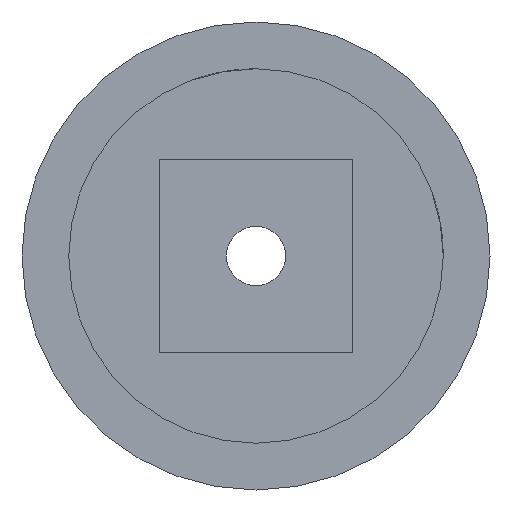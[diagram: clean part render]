
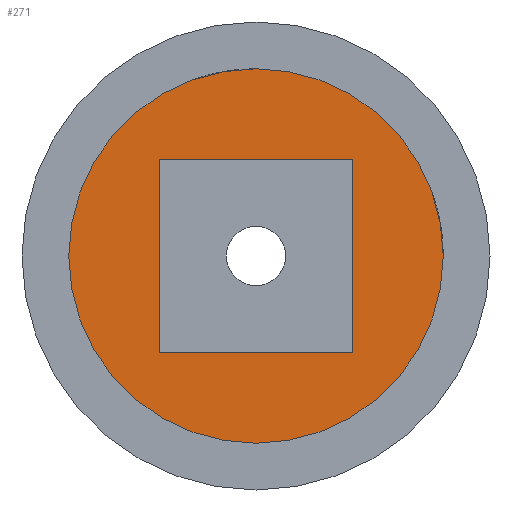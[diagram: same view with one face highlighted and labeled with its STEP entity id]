
A CAD part, front view. The second image highlights one B-rep face of the part: STEP entity #271.
In plain terms, the highlighted planar face has unit normal (0, -1, 0).
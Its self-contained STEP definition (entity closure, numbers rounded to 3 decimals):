
#26=FACE_BOUND('',#76,.T.);
#34=PLANE('',#316);
#49=FACE_OUTER_BOUND('',#75,.T.);
#75=EDGE_LOOP('',(#245));
#76=EDGE_LOOP('',(#246,#247,#248,#249));
#92=LINE('',#574,#111);
#95=LINE('',#579,#114);
#97=LINE('',#583,#116);
#98=LINE('',#585,#117);
#111=VECTOR('',#368,10.);
#114=VECTOR('',#373,10.);
#116=VECTOR('',#377,10.);
#117=VECTOR('',#380,10.);
#128=CIRCLE('',#315,12.);
#146=VERTEX_POINT('',#571);
#147=VERTEX_POINT('',#573);
#148=VERTEX_POINT('',#577);
#149=VERTEX_POINT('',#581);
#150=VERTEX_POINT('',#587);
#175=EDGE_CURVE('',#146,#147,#92,.T.);
#178=EDGE_CURVE('',#148,#146,#95,.T.);
#180=EDGE_CURVE('',#149,#148,#97,.T.);
#181=EDGE_CURVE('',#147,#149,#98,.T.);
#183=EDGE_CURVE('',#150,#150,#128,.T.);
#245=ORIENTED_EDGE('',*,*,#183,.F.);
#246=ORIENTED_EDGE('',*,*,#178,.F.);
#247=ORIENTED_EDGE('',*,*,#180,.F.);
#248=ORIENTED_EDGE('',*,*,#181,.F.);
#249=ORIENTED_EDGE('',*,*,#175,.F.);
#271=ADVANCED_FACE('',(#49,#26),#34,.F.);
#315=AXIS2_PLACEMENT_3D('',#589,#384,#385);
#316=AXIS2_PLACEMENT_3D('',#590,#386,#387);
#368=DIRECTION('',(-1.,0.,0.));
#373=DIRECTION('',(0.,0.,1.));
#377=DIRECTION('',(1.,0.,0.));
#380=DIRECTION('',(0.,0.,-1.));
#384=DIRECTION('center_axis',(0.,1.,0.));
#385=DIRECTION('ref_axis',(-1.,0.,0.));
#386=DIRECTION('center_axis',(0.,1.,0.));
#387=DIRECTION('ref_axis',(0.,0.,1.));
#571=CARTESIAN_POINT('',(6.2,0.,6.2));
#573=CARTESIAN_POINT('',(-6.2,0.,6.2));
#574=CARTESIAN_POINT('',(6.2,0.,6.2));
#577=CARTESIAN_POINT('',(6.2,0.,-6.2));
#579=CARTESIAN_POINT('',(6.2,0.,-6.2));
#581=CARTESIAN_POINT('',(-6.2,0.,-6.2));
#583=CARTESIAN_POINT('',(-6.2,0.,-6.2));
#585=CARTESIAN_POINT('',(-6.2,0.,6.2));
#587=CARTESIAN_POINT('',(12.,0.,0.));
#589=CARTESIAN_POINT('Origin',(0.,0.,0.));
#590=CARTESIAN_POINT('Origin',(0.,0.,0.));
